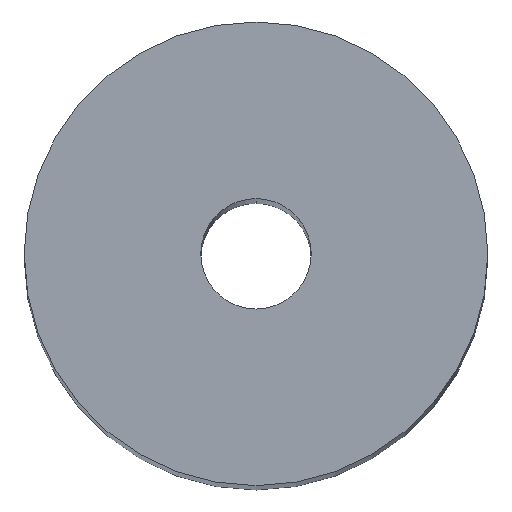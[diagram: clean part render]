
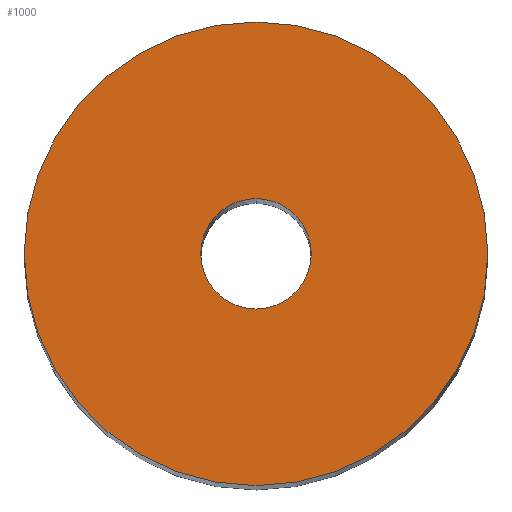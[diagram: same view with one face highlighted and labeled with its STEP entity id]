
A CAD part, top view. The second image highlights one B-rep face of the part: STEP entity #1000.
In plain terms, the highlighted planar face has unit normal (0, 0, 1).
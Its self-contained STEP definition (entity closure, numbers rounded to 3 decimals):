
#382=VERTEX_POINT('NONE',#1089);
#386=EDGE_CURVE('NONE',#382,#658,#1093,.T.);
#458=EDGE_CURVE('NONE',#676,#768,#1173,.T.);
#506=EDGE_CURVE('NONE',#658,#382,#1226,.F.);
#658=VERTEX_POINT('NONE',#1394);
#676=VERTEX_POINT('NONE',#1412);
#694=EDGE_CURVE('NONE',#768,#676,#1431,.F.);
#768=VERTEX_POINT('NONE',#1513);
#1000=ADVANCED_FACE('NONE',(#1773,#1774),#1775,.T.);
#1089=CARTESIAN_POINT('',(0.,10.5,140.0));
#1093=CIRCLE('',#1870,10.5);
#1173=CIRCLE('',#2086,2.5);
#1226=CIRCLE('',#2191,10.5);
#1394=CARTESIAN_POINT('',(0.,-10.5,140.0));
#1412=CARTESIAN_POINT('',(0.,-2.5,140.0));
#1431=CIRCLE('',#2568,2.5);
#1513=CARTESIAN_POINT('',(0.,2.5,140.0));
#1773=FACE_OUTER_BOUND('',#3102,.T.);
#1774=FACE_BOUND('',#3103,.T.);
#1775=PLANE('',#3104);
#1870=AXIS2_PLACEMENT_3D('',#3315,#3316,#3317);
#2086=AXIS2_PLACEMENT_3D('',#3411,#3412,#3413);
#2191=AXIS2_PLACEMENT_3D('',#3478,#3479,#3480);
#2568=AXIS2_PLACEMENT_3D('',#3695,#3696,#3697);
#3102=EDGE_LOOP('',(#4128,#4129));
#3103=EDGE_LOOP('',(#4130,#4131));
#3104=AXIS2_PLACEMENT_3D('',#4132,#4133,#4134);
#3315=CARTESIAN_POINT('',(0.,0.,140.0));
#3316=DIRECTION('',(0.,0.,-1.0));
#3317=DIRECTION('',(0.,1.0,0.));
#3411=CARTESIAN_POINT('',(0.,0.,140.0));
#3412=DIRECTION('',(0.,0.,1.0));
#3413=DIRECTION('',(0.,-1.0,0.));
#3478=CARTESIAN_POINT('',(0.,0.,140.0));
#3479=DIRECTION('',(0.,0.,1.0));
#3480=DIRECTION('',(0.,1.0,0.));
#3695=CARTESIAN_POINT('',(0.,0.,140.0));
#3696=DIRECTION('',(0.,0.,-1.0));
#3697=DIRECTION('',(0.,-1.0,0.));
#4128=ORIENTED_EDGE('',*,*,#386,.F.);
#4129=ORIENTED_EDGE('',*,*,#506,.F.);
#4130=ORIENTED_EDGE('',*,*,#458,.F.);
#4131=ORIENTED_EDGE('',*,*,#694,.F.);
#4132=CARTESIAN_POINT('',(0.,10.5,140.0));
#4133=DIRECTION('',(0.,0.,1.0));
#4134=DIRECTION('',(0.,1.0,0.));
